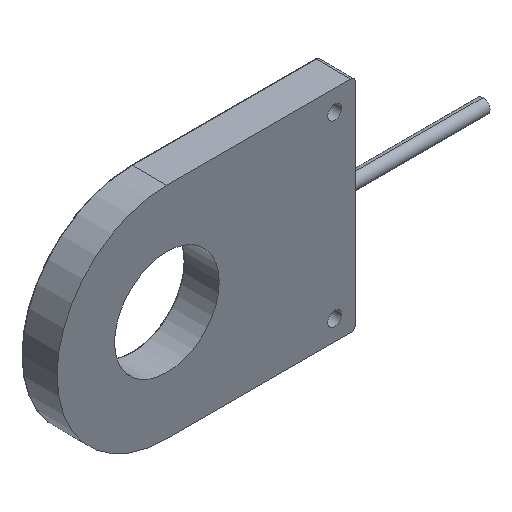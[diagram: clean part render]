
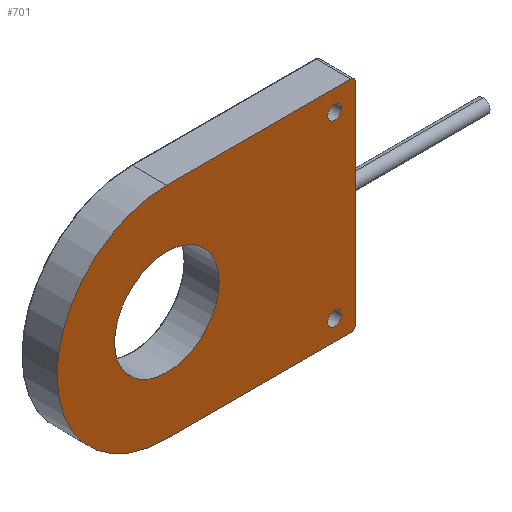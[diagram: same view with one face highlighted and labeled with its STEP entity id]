
A CAD part, isometric view. The second image highlights one B-rep face of the part: STEP entity #701.
In plain terms, the highlighted planar face has unit normal (0, -1, 0).
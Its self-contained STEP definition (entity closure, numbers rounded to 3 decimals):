
#15=CARTESIAN_POINT('',(56.5,0.,-30.1));
#16=DIRECTION('',(0.,-1.,0.));
#17=DIRECTION('',(1.,0.,0.));
#18=AXIS2_PLACEMENT_3D('',#15,#16,#17);
#20=CARTESIAN_POINT('',(56.5,0.,-30.1));
#21=DIRECTION('',(0.,-1.,0.));
#22=DIRECTION('',(-1.,0.,0.));
#23=AXIS2_PLACEMENT_3D('',#20,#21,#22);
#25=CARTESIAN_POINT('',(56.5,0.,30.1));
#26=DIRECTION('',(0.,-1.,0.));
#27=DIRECTION('',(1.,0.,0.));
#28=AXIS2_PLACEMENT_3D('',#25,#26,#27);
#30=CARTESIAN_POINT('',(56.5,0.,30.1));
#31=DIRECTION('',(0.,-1.,0.));
#32=DIRECTION('',(-1.,0.,0.));
#33=AXIS2_PLACEMENT_3D('',#30,#31,#32);
#35=CARTESIAN_POINT('',(0.,0.,0.));
#36=DIRECTION('',(0.,1.,0.));
#37=DIRECTION('',(0.,0.,-1.));
#38=AXIS2_PLACEMENT_3D('',#35,#36,#37);
#40=DIRECTION('',(1.,0.,0.));
#41=VECTOR('',#40,62.);
#42=CARTESIAN_POINT('',(0.,0.,37.));
#43=LINE('',#42,#41);
#44=CARTESIAN_POINT('',(62.,0.,35.5));
#45=DIRECTION('',(0.,1.,0.));
#46=DIRECTION('',(0.,0.,1.));
#47=AXIS2_PLACEMENT_3D('',#44,#45,#46);
#49=DIRECTION('',(0.,0.,-1.));
#50=VECTOR('',#49,71.);
#51=CARTESIAN_POINT('',(63.5,0.,35.5));
#52=LINE('',#51,#50);
#53=CARTESIAN_POINT('',(62.,0.,-35.5));
#54=DIRECTION('',(0.,1.,0.));
#55=DIRECTION('',(1.,0.,0.));
#56=AXIS2_PLACEMENT_3D('',#53,#54,#55);
#58=DIRECTION('',(-1.,0.,0.));
#59=VECTOR('',#58,62.);
#60=CARTESIAN_POINT('',(62.,0.,-37.));
#61=LINE('',#60,#59);
#62=CARTESIAN_POINT('',(0.,0.,0.));
#63=DIRECTION('',(0.,1.,0.));
#64=DIRECTION('',(-1.,0.,0.));
#65=AXIS2_PLACEMENT_3D('',#62,#63,#64);
#67=CARTESIAN_POINT('',(0.,0.,0.));
#68=DIRECTION('',(0.,1.,0.));
#69=DIRECTION('',(1.,0.,0.));
#70=AXIS2_PLACEMENT_3D('',#67,#68,#69);
#528=CARTESIAN_POINT('',(0.,0.,-37.));
#529=CARTESIAN_POINT('',(0.,0.,37.));
#530=VERTEX_POINT('',#528);
#531=VERTEX_POINT('',#529);
#532=CARTESIAN_POINT('',(62.,0.,37.));
#533=VERTEX_POINT('',#532);
#534=CARTESIAN_POINT('',(63.5,0.,35.5));
#535=CARTESIAN_POINT('',(63.5,0.,-35.5));
#536=VERTEX_POINT('',#534);
#537=VERTEX_POINT('',#535);
#538=CARTESIAN_POINT('',(62.,0.,-37.));
#539=VERTEX_POINT('',#538);
#540=CARTESIAN_POINT('',(58.85,0.,-30.1));
#541=CARTESIAN_POINT('',(54.15,0.,-30.1));
#542=VERTEX_POINT('',#540);
#543=VERTEX_POINT('',#541);
#544=CARTESIAN_POINT('',(58.85,0.,30.1));
#545=CARTESIAN_POINT('',(54.15,0.,30.1));
#546=VERTEX_POINT('',#544);
#547=VERTEX_POINT('',#545);
#572=CARTESIAN_POINT('',(-17.625,0.,0.));
#573=CARTESIAN_POINT('',(17.625,0.,0.));
#574=VERTEX_POINT('',#572);
#575=VERTEX_POINT('',#573);
#664=CARTESIAN_POINT('',(0.,0.,0.));
#665=DIRECTION('',(0.,1.,0.));
#666=DIRECTION('',(1.,0.,0.));
#667=AXIS2_PLACEMENT_3D('',#664,#665,#666);
#668=PLANE('',#667);
#670=ORIENTED_EDGE('',*,*,#669,.T.);
#672=ORIENTED_EDGE('',*,*,#671,.T.);
#674=ORIENTED_EDGE('',*,*,#673,.T.);
#676=ORIENTED_EDGE('',*,*,#675,.T.);
#678=ORIENTED_EDGE('',*,*,#677,.T.);
#680=ORIENTED_EDGE('',*,*,#679,.T.);
#681=EDGE_LOOP('',(#670,#672,#674,#676,#678,#680));
#682=FACE_OUTER_BOUND('',#681,.F.);
#684=ORIENTED_EDGE('',*,*,#683,.T.);
#686=ORIENTED_EDGE('',*,*,#685,.T.);
#687=EDGE_LOOP('',(#684,#686));
#688=FACE_BOUND('',#687,.F.);
#690=ORIENTED_EDGE('',*,*,#689,.T.);
#692=ORIENTED_EDGE('',*,*,#691,.T.);
#693=EDGE_LOOP('',(#690,#692));
#694=FACE_BOUND('',#693,.F.);
#696=ORIENTED_EDGE('',*,*,#695,.F.);
#698=ORIENTED_EDGE('',*,*,#697,.F.);
#699=EDGE_LOOP('',(#696,#698));
#700=FACE_BOUND('',#699,.F.);
#19=CIRCLE('',#18,2.35);
#24=CIRCLE('',#23,2.35);
#29=CIRCLE('',#28,2.35);
#34=CIRCLE('',#33,2.35);
#39=CIRCLE('',#38,37.);
#48=CIRCLE('',#47,1.5);
#57=CIRCLE('',#56,1.5);
#66=CIRCLE('',#65,17.625);
#71=CIRCLE('',#70,17.625);
#669=EDGE_CURVE('',#530,#531,#39,.T.);
#671=EDGE_CURVE('',#531,#533,#43,.T.);
#673=EDGE_CURVE('',#533,#536,#48,.T.);
#675=EDGE_CURVE('',#536,#537,#52,.T.);
#677=EDGE_CURVE('',#537,#539,#57,.T.);
#679=EDGE_CURVE('',#539,#530,#61,.T.);
#683=EDGE_CURVE('',#546,#547,#29,.T.);
#685=EDGE_CURVE('',#547,#546,#34,.T.);
#689=EDGE_CURVE('',#542,#543,#19,.T.);
#691=EDGE_CURVE('',#543,#542,#24,.T.);
#695=EDGE_CURVE('',#574,#575,#66,.T.);
#697=EDGE_CURVE('',#575,#574,#71,.T.);
#701=ADVANCED_FACE('',(#682,#688,#694,#700),#668,.F.);
